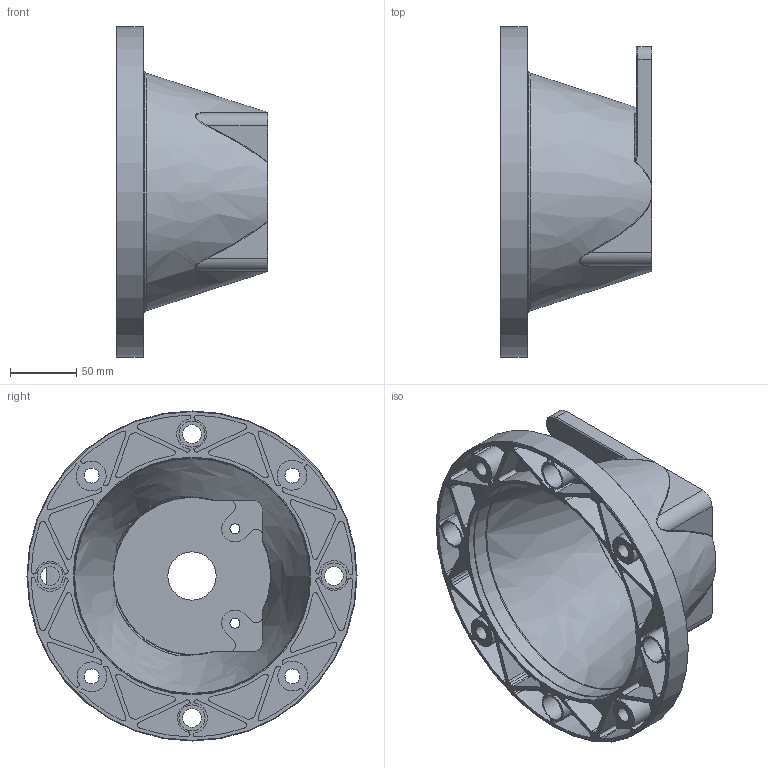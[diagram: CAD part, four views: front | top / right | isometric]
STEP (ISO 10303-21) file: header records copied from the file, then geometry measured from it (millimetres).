
FILE_DESCRIPTION(('HOOPS Exchange Step'),'2;1');
FILE_NAME('LS253.stp','2024-01-22T15:21:10+01:00',('Gabriele.Dognini'),('Unknown organisation'),'HOOPS Exchange 2023.1','ThinkDesign','Unknown authorisation');
FILE_SCHEMA( ('AP242_MANAGED_MODEL_BASED_3D_ENGINEERING_MIM_LF {1 0 10303 442 1 1 4 }') );
Length unit declared in the file: millimetre
Products named in the file (1): LS253
Bounding box: 115 x 250 x 250 mm (x, y, z)
Surface area: 264897.1 mm2 (no closed solid volume)
Topology: 0 solids, 1 shells, 389 faces, 1033 edges, 667 vertices
Faces by surface type: cylinder 198, plane 131, bspline 60
Full cylindrical faces by diameter (mm): 7.5 x4, 11.25 x4, 14 x4, 19.699 x4, 36.5 x1, 180 x1, 183 x1, 250 x1
Entity records: 17383 total; most frequent: CARTESIAN_POINT 7819, DIRECTION 2020, ORIENTED_EDGE 1994, EDGE_CURVE 997, AXIS2_PLACEMENT_3D 787, VERTEX_POINT 651, CIRCLE 464, VECTOR 446
